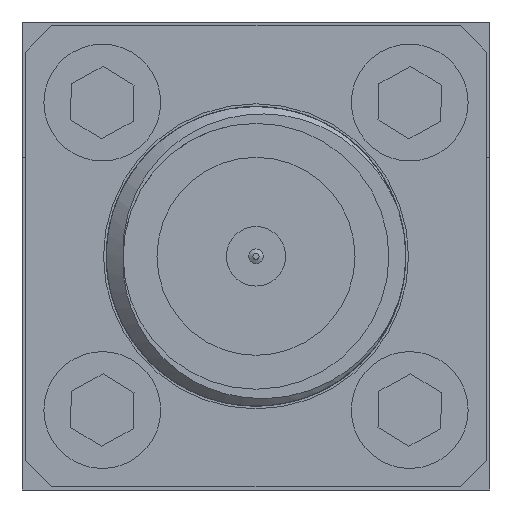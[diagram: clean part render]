
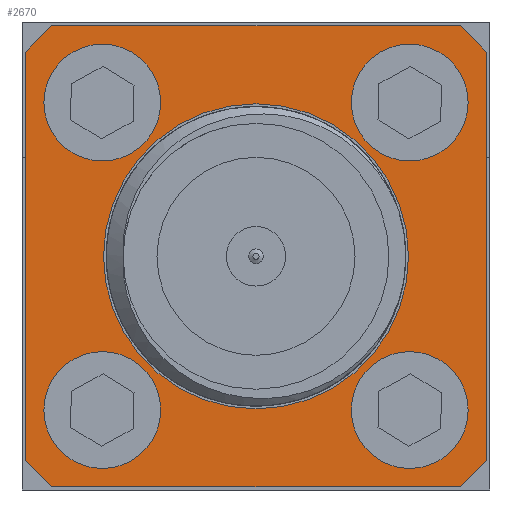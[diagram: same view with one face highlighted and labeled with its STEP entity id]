
A CAD part, left-side view. The second image highlights one B-rep face of the part: STEP entity #2670.
In plain terms, the highlighted planar face has unit normal (-1, 0, 0).
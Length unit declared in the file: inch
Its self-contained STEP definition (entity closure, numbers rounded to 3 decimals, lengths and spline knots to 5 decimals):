
#162=FACE_BOUND('',#534,.T.);
#163=FACE_BOUND('',#535,.T.);
#164=FACE_BOUND('',#536,.T.);
#165=FACE_BOUND('',#537,.T.);
#166=FACE_BOUND('',#538,.T.);
#235=PLANE('',#2964);
#351=FACE_OUTER_BOUND('',#533,.T.);
#533=EDGE_LOOP('',(#2101,#2102,#2103,#2104,#2105,#2106,#2107,#2108));
#534=EDGE_LOOP('',(#2109));
#535=EDGE_LOOP('',(#2110));
#536=EDGE_LOOP('',(#2111));
#537=EDGE_LOOP('',(#2112));
#538=EDGE_LOOP('',(#2113));
#751=LINE('',#4588,#985);
#755=LINE('',#4595,#989);
#758=LINE('',#4601,#992);
#760=LINE('',#4606,#994);
#763=LINE('',#4611,#997);
#764=LINE('',#4613,#998);
#765=LINE('',#4614,#999);
#766=LINE('',#4615,#1000);
#985=VECTOR('',#3427,39.37008);
#989=VECTOR('',#3433,39.37008);
#992=VECTOR('',#3438,39.37008);
#994=VECTOR('',#3442,39.37008);
#997=VECTOR('',#3449,39.37008);
#998=VECTOR('',#3452,39.37008);
#999=VECTOR('',#3453,39.37008);
#1000=VECTOR('',#3454,39.37008);
#1169=CIRCLE('',#2927,0.0335);
#1171=CIRCLE('',#2930,0.0335);
#1173=CIRCLE('',#2933,0.0335);
#1175=CIRCLE('',#2936,0.0335);
#1179=CIRCLE('',#2942,0.124);
#1314=VERTEX_POINT('',#4491);
#1316=VERTEX_POINT('',#4497);
#1318=VERTEX_POINT('',#4503);
#1320=VERTEX_POINT('',#4509);
#1324=VERTEX_POINT('',#4521);
#1344=VERTEX_POINT('',#4586);
#1345=VERTEX_POINT('',#4587);
#1346=VERTEX_POINT('',#4592);
#1347=VERTEX_POINT('',#4594);
#1348=VERTEX_POINT('',#4598);
#1349=VERTEX_POINT('',#4600);
#1350=VERTEX_POINT('',#4604);
#1351=VERTEX_POINT('',#4605);
#1584=EDGE_CURVE('',#1314,#1314,#1169,.T.);
#1587=EDGE_CURVE('',#1316,#1316,#1171,.T.);
#1590=EDGE_CURVE('',#1318,#1318,#1173,.T.);
#1593=EDGE_CURVE('',#1320,#1320,#1175,.T.);
#1599=EDGE_CURVE('',#1324,#1324,#1179,.T.);
#1624=EDGE_CURVE('',#1344,#1345,#751,.T.);
#1628=EDGE_CURVE('',#1347,#1346,#755,.T.);
#1631=EDGE_CURVE('',#1349,#1348,#758,.T.);
#1633=EDGE_CURVE('',#1350,#1351,#760,.T.);
#1636=EDGE_CURVE('',#1345,#1346,#763,.T.);
#1637=EDGE_CURVE('',#1344,#1351,#764,.T.);
#1638=EDGE_CURVE('',#1350,#1349,#765,.T.);
#1639=EDGE_CURVE('',#1348,#1347,#766,.T.);
#2101=ORIENTED_EDGE('',*,*,#1636,.F.);
#2102=ORIENTED_EDGE('',*,*,#1624,.F.);
#2103=ORIENTED_EDGE('',*,*,#1637,.T.);
#2104=ORIENTED_EDGE('',*,*,#1633,.F.);
#2105=ORIENTED_EDGE('',*,*,#1638,.T.);
#2106=ORIENTED_EDGE('',*,*,#1631,.T.);
#2107=ORIENTED_EDGE('',*,*,#1639,.T.);
#2108=ORIENTED_EDGE('',*,*,#1628,.T.);
#2109=ORIENTED_EDGE('',*,*,#1584,.T.);
#2110=ORIENTED_EDGE('',*,*,#1587,.T.);
#2111=ORIENTED_EDGE('',*,*,#1590,.T.);
#2112=ORIENTED_EDGE('',*,*,#1593,.T.);
#2113=ORIENTED_EDGE('',*,*,#1599,.T.);
#2670=ADVANCED_FACE('',(#351,#162,#163,#164,#165,#166),#235,.T.);
#2927=AXIS2_PLACEMENT_3D('',#4492,#3346,#3347);
#2930=AXIS2_PLACEMENT_3D('',#4498,#3353,#3354);
#2933=AXIS2_PLACEMENT_3D('',#4504,#3360,#3361);
#2936=AXIS2_PLACEMENT_3D('',#4510,#3367,#3368);
#2942=AXIS2_PLACEMENT_3D('',#4522,#3381,#3382);
#2964=AXIS2_PLACEMENT_3D('',#4612,#3450,#3451);
#3346=DIRECTION('center_axis',(1.,0.,0.));
#3347=DIRECTION('ref_axis',(0.,0.,-1.));
#3353=DIRECTION('center_axis',(1.,0.,0.));
#3354=DIRECTION('ref_axis',(0.,0.,-1.));
#3360=DIRECTION('center_axis',(1.,0.,0.));
#3361=DIRECTION('ref_axis',(0.,0.,-1.));
#3367=DIRECTION('center_axis',(1.,0.,0.));
#3368=DIRECTION('ref_axis',(0.,0.,-1.));
#3381=DIRECTION('center_axis',(1.,0.,0.));
#3382=DIRECTION('ref_axis',(0.,0.,-1.));
#3427=DIRECTION('',(0.,0.,1.));
#3433=DIRECTION('',(0.,1.,0.));
#3438=DIRECTION('',(0.,0.,1.));
#3442=DIRECTION('',(0.,1.,0.));
#3449=DIRECTION('',(0.,-0.707,0.707));
#3450=DIRECTION('center_axis',(-1.,0.,0.));
#3451=DIRECTION('ref_axis',(0.,0.,1.));
#3452=DIRECTION('',(0.,-0.707,-0.707));
#3453=DIRECTION('',(0.,-0.707,0.707));
#3454=DIRECTION('',(0.,0.707,0.707));
#4491=CARTESIAN_POINT('',(-0.16176,0.18156,0.32858));
#4492=CARTESIAN_POINT('Origin',(-0.16176,0.18156,0.29508));
#4497=CARTESIAN_POINT('',(-0.16176,0.18156,0.57858));
#4498=CARTESIAN_POINT('Origin',(-0.16176,0.18156,0.54508));
#4503=CARTESIAN_POINT('',(-0.16176,-0.06844,0.57858));
#4504=CARTESIAN_POINT('Origin',(-0.16176,-0.06844,
0.54508));
#4509=CARTESIAN_POINT('',(-0.16176,-0.06844,0.32858));
#4510=CARTESIAN_POINT('Origin',(-0.16176,-0.06844,
0.29508));
#4521=CARTESIAN_POINT('',(-0.16176,0.05656,0.54408));
#4522=CARTESIAN_POINT('Origin',(-0.16176,0.05656,0.42008));
#4586=CARTESIAN_POINT('',(-0.16176,0.24406,0.25403));
#4587=CARTESIAN_POINT('',(-0.16176,0.24406,0.58613));
#4588=CARTESIAN_POINT('',(-0.16176,0.24406,0.42008));
#4592=CARTESIAN_POINT('',(-0.16176,0.22261,0.60758));
#4594=CARTESIAN_POINT('',(-0.16176,-0.10949,0.60758));
#4595=CARTESIAN_POINT('',(-0.16176,0.05656,0.60758));
#4598=CARTESIAN_POINT('',(-0.16176,-0.13094,0.58613));
#4600=CARTESIAN_POINT('',(-0.16176,-0.13094,0.25403));
#4601=CARTESIAN_POINT('',(-0.16176,-0.13094,0.42008));
#4604=CARTESIAN_POINT('',(-0.16176,-0.10949,0.23258));
#4605=CARTESIAN_POINT('',(-0.16176,0.22261,0.23258));
#4606=CARTESIAN_POINT('',(-0.16176,0.05656,0.23258));
#4611=CARTESIAN_POINT('',(-0.16176,0.23334,0.59686));
#4612=CARTESIAN_POINT('Origin',(-0.16176,0.05656,0.42008));
#4613=CARTESIAN_POINT('',(-0.16176,0.24406,0.25403));
#4614=CARTESIAN_POINT('',(-0.16176,-0.10949,0.23258));
#4615=CARTESIAN_POINT('',(-0.16176,-0.13094,0.58613));
